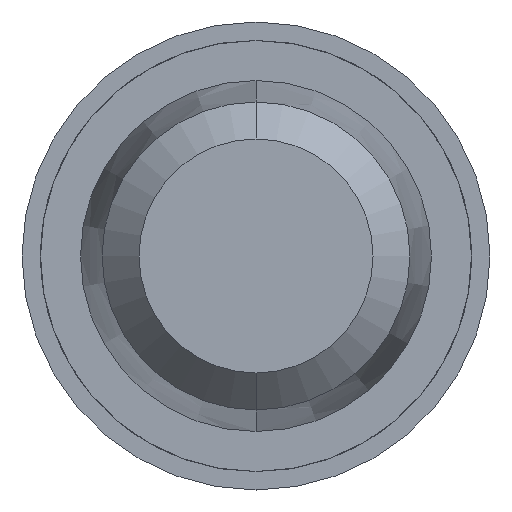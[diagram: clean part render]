
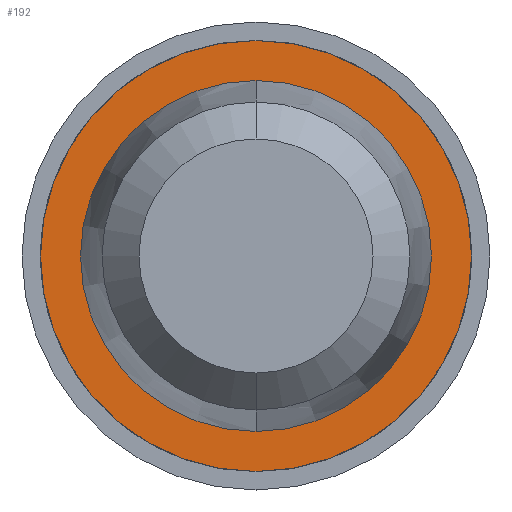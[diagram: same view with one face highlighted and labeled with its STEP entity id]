
A CAD part, front view. The second image highlights one B-rep face of the part: STEP entity #192.
In plain terms, the highlighted planar face has unit normal (0, -1, 0).
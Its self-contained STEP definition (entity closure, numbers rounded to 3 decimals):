
#27 = CIRCLE ( 'NONE', #2588, 0.57 ) ;
#192 = ADVANCED_FACE ( 'Defeature ausgef�hrt2_13', ( #2458, #2103 ), #950, .T. ) ;
#210 = AXIS2_PLACEMENT_3D ( 'NONE', #3706, #2742, #958 ) ;
#404 = ORIENTED_EDGE ( 'NONE', *, *, #2989, .F. ) ;
#683 = EDGE_LOOP ( 'NONE', ( #404, #2114 ) ) ;
#728 = CARTESIAN_POINT ( 'NONE',  ( 0., 26., 0. ) ) ;
#778 = VERTEX_POINT ( 'NONE', #3958 ) ;
#797 = CIRCLE ( 'NONE', #1956, 0.7 ) ;
#801 = DIRECTION ( 'NONE',  ( 0., -1., 0. ) ) ;
#950 = PLANE ( 'NONE',  #2206 ) ;
#958 = DIRECTION ( 'NONE',  ( 0., 0., -1. ) ) ;
#1116 = DIRECTION ( 'NONE',  ( 0., 0., -1. ) ) ;
#1180 = CIRCLE ( 'NONE', #1562, 0.57 ) ;
#1374 = EDGE_CURVE ( 'Defeature ausgef�hrt2_13+Defeature ausgef�hrt2_14+Defeature ausgef�hrt2_14+Defeature ausgef�hrt2_14', #2162, #2768, #1750, .T. ) ;
#1562 = AXIS2_PLACEMENT_3D ( 'NONE', #728, #3775, #2298 ) ;
#1576 = CARTESIAN_POINT ( 'NONE',  ( 0., 26., -0.7 ) ) ;
#1668 = ORIENTED_EDGE ( 'NONE', *, *, #1374, .T. ) ;
#1750 = CIRCLE ( 'NONE', #210, 0.7 ) ;
#1869 = EDGE_CURVE ( 'Defeature ausgef�hrt2_12+Defeature ausgef�hrt2_13+Defeature ausgef�hrt2_13+Defeature ausgef�hrt2_13', #3590, #778, #27, .T. ) ;
#1956 = AXIS2_PLACEMENT_3D ( 'NONE', #2261, #801, #3193 ) ;
#2055 = ORIENTED_EDGE ( 'NONE', *, *, #3342, .T. ) ;
#2103 = FACE_BOUND ( 'NONE', #683, .T. ) ;
#2114 = ORIENTED_EDGE ( 'NONE', *, *, #1869, .F. ) ;
#2162 = VERTEX_POINT ( 'NONE', #2195 ) ;
#2195 = CARTESIAN_POINT ( 'NONE',  ( 0., 26., 0.7 ) ) ;
#2206 = AXIS2_PLACEMENT_3D ( 'NONE', #3014, #3077, #3675 ) ;
#2261 = CARTESIAN_POINT ( 'NONE',  ( 0., 26., 0. ) ) ;
#2298 = DIRECTION ( 'NONE',  ( 0., 0., -1. ) ) ;
#2324 = CARTESIAN_POINT ( 'NONE',  ( 0., 26., -0.57 ) ) ;
#2458 = FACE_OUTER_BOUND ( 'NONE', #2799, .T. ) ;
#2588 = AXIS2_PLACEMENT_3D ( 'NONE', #2716, #3401, #1116 ) ;
#2716 = CARTESIAN_POINT ( 'NONE',  ( 0., 26., 0. ) ) ;
#2742 = DIRECTION ( 'NONE',  ( 0., -1., 0. ) ) ;
#2768 = VERTEX_POINT ( 'NONE', #1576 ) ;
#2799 = EDGE_LOOP ( 'NONE', ( #2055, #1668 ) ) ;
#2989 = EDGE_CURVE ( 'Defeature ausgef�hrt2_12+Defeature ausgef�hrt2_13+Defeature ausgef�hrt2_13+Defeature ausgef�hrt2_13', #778, #3590, #1180, .T. ) ;
#3014 = CARTESIAN_POINT ( 'NONE',  ( 0.57, 26., 0. ) ) ;
#3077 = DIRECTION ( 'NONE',  ( 0., -1., 0. ) ) ;
#3193 = DIRECTION ( 'NONE',  ( 0., 0., -1. ) ) ;
#3342 = EDGE_CURVE ( 'Defeature ausgef�hrt2_13+Defeature ausgef�hrt2_14+Defeature ausgef�hrt2_14+Defeature ausgef�hrt2_14', #2768, #2162, #797, .T. ) ;
#3401 = DIRECTION ( 'NONE',  ( 0., -1., 0. ) ) ;
#3590 = VERTEX_POINT ( 'NONE', #2324 ) ;
#3675 = DIRECTION ( 'NONE',  ( 0., 0., -1. ) ) ;
#3706 = CARTESIAN_POINT ( 'NONE',  ( 0., 26., 0. ) ) ;
#3775 = DIRECTION ( 'NONE',  ( 0., -1., 0. ) ) ;
#3958 = CARTESIAN_POINT ( 'NONE',  ( 0., 26., 0.57 ) ) ;
